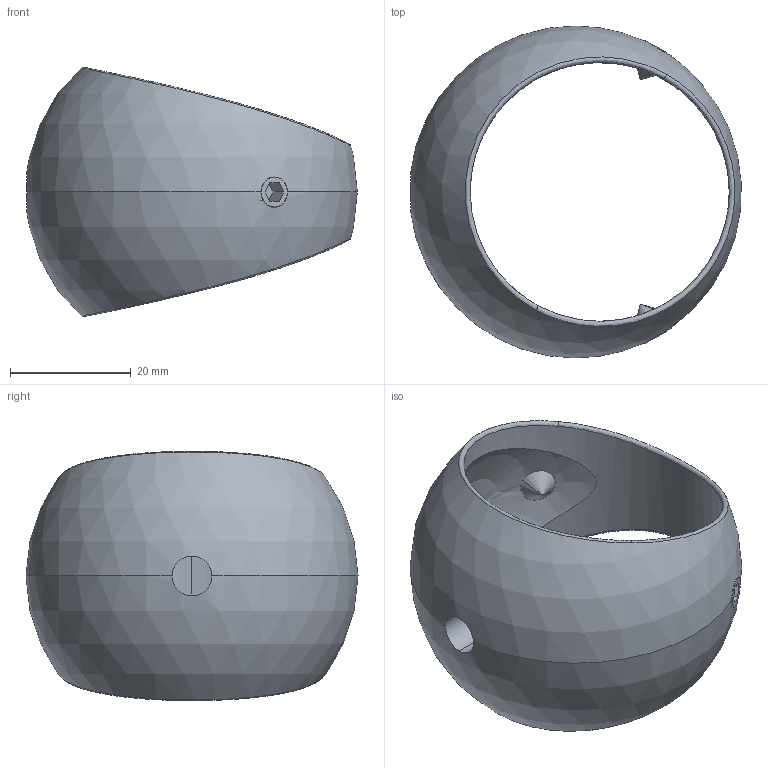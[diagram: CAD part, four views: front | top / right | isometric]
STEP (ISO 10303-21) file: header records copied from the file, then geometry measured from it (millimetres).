
FILE_DESCRIPTION (( 'STEP AP203' ), '1' );
FILE_NAME ('A6_42-55-19.STEP', '2024-02-23T08:32:02', ( '' ), ( '' ), 'SwSTEP 2.0', 'SolidWorks 2019', '' );
FILE_SCHEMA (( 'CONFIG_CONTROL_DESIGN' ));
Length unit declared in the file: millimetre
Products named in the file (3): A6_42-55-19; Skrutka DIN 914_SKRUTKA M 6X 6
Assembly tree (3 placements, depth 2):
  A6_42-55-19
    A6_42-55-19
    Skrutka DIN 914_SKRUTKA M 6X 6  x2
Bounding box: 54.76 x 55 x 41.32 mm (x, y, z)
Volume: 14153.3 mm3; surface area: 10796.9 mm2
Topology: 3 solids, 3 shells, 57 faces, 146 edges, 88 vertices
Faces by surface type: plane 19, cylinder 16, cone 10, torus 4, bspline 4, sphere 4
Entity records: 2917 total; most frequent: CARTESIAN_POINT 1589, DIRECTION 225, ORIENTED_EDGE 204, EDGE_CURVE 102, AXIS2_PLACEMENT_3D 93, VERTEX_POINT 62, CIRCLE 49, EDGE_LOOP 48
